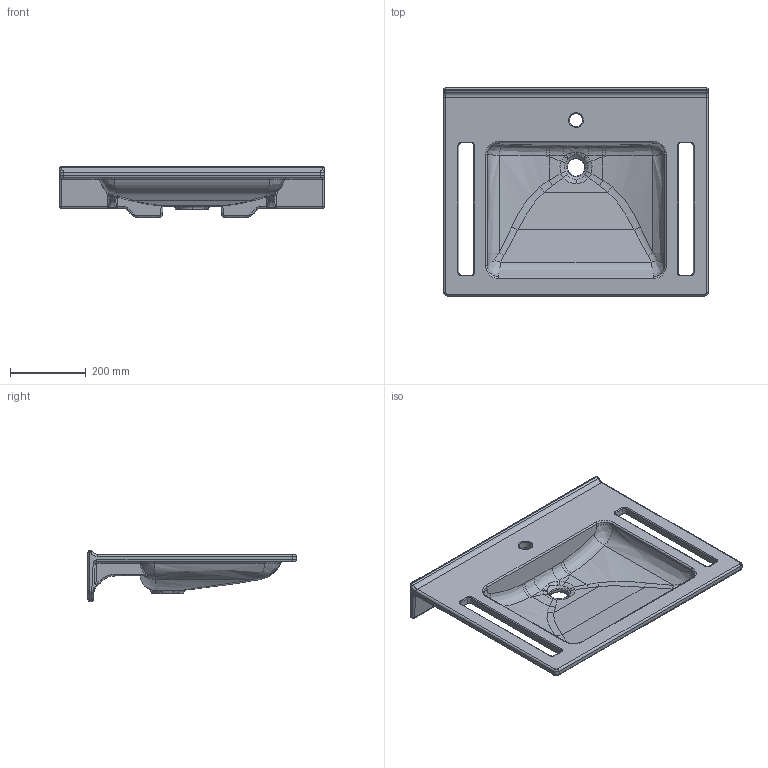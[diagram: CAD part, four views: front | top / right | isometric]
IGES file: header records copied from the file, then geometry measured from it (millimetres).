
Global section: file name: 402170016; native system: Autodesk Inventor 2023; preprocessor: unknown; author: JANAN; date: 20230126.111914; units: millimetre
Bounding box: 700 x 550 x 135 mm (x, y, z)
Volume: 7678211.9 mm3; surface area: 1032817.7 mm2
Topology: 1 solids, 1 shells, 352 faces, 827 edges, 463 vertices
Faces by surface type: bspline 352
